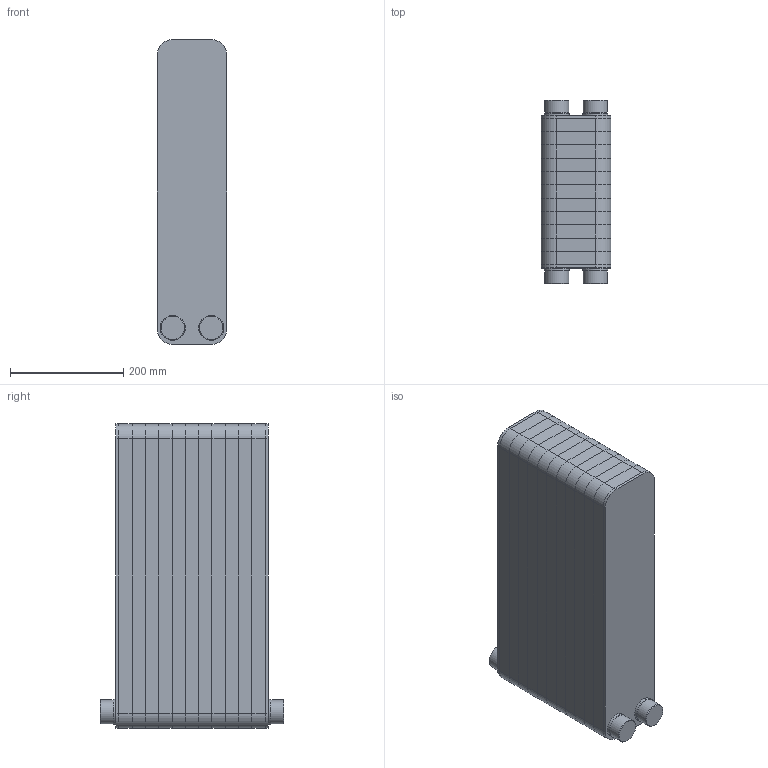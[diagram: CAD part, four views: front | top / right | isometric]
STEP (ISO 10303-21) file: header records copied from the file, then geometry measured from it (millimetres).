
FILE_DESCRIPTION(/* description */ (''),/* implementation_level */ '2;1');
FILE_NAME(/* name */ '3d_RHB-60-2-110-P30-8041800.stp',/* time_stamp */ '2020-08-24T07:45:03+02:00',/* author */ ('Andrzej'),/* organization */ (''),/* preprocessor_version */ 'ST-DEVELOPER v16.13',/* originating_system */ 'AutoCAD Mechanical',/* authorisation */ '');
FILE_SCHEMA (('AUTOMOTIVE_DESIGN { 1 0 10303 214 3 1 1 }'));
Length unit declared in the file: millimetre
Products named in the file (1): Product
Bounding box: 123 x 324.5 x 538 mm (x, y, z)
Volume: 17760074.3 mm3; surface area: 2073647.6 mm2
Topology: 17 solids, 17 shells, 166 faces, 1336 edges, 2176 vertices
Faces by surface type: plane 90, cylinder 60, cone 12, torus 4
Full cylindrical faces by diameter (mm): 42.4 x4, 44.171 x4
Entity records: 12725 total; most frequent: CARTESIAN_POINT 3655, DIRECTION 2266, STYLED_ITEM 985, TRIMMED_CURVE 968, AXIS2_PLACEMENT_3D 787, LINE 692, VECTOR 692, ORIENTED_EDGE 688
